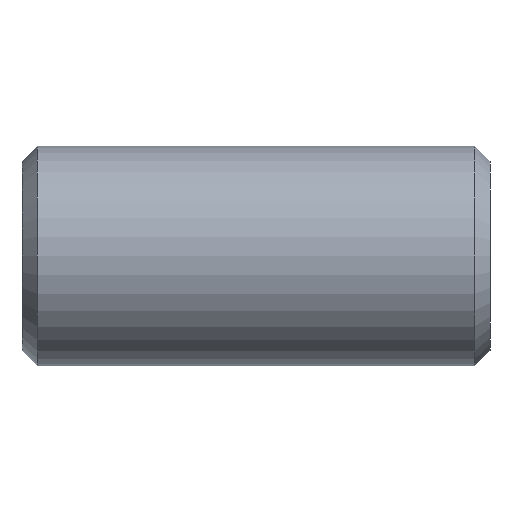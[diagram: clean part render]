
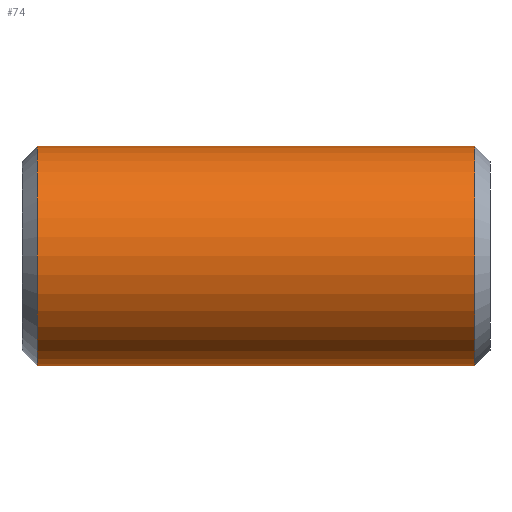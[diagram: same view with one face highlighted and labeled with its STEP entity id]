
A CAD part, front view. The second image highlights one B-rep face of the part: STEP entity #74.
In plain terms, the highlighted cylindrical face has radius 13.335 mm (diameter 26.67 mm), a partial arc.
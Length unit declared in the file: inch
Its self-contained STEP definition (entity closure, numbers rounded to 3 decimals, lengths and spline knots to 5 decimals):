
#8 = EDGE_CURVE ( 'NONE', #614, #300, #517, .T. ) ;
#18 = DIRECTION ( 'NONE',  ( -1., 0., 0. ) ) ;
#55 = CARTESIAN_POINT ( 'NONE',  ( 1.047, 0., -0.525 ) ) ;
#73 = DIRECTION ( 'NONE',  ( 0., 0., 1. ) ) ;
#74 = ADVANCED_FACE ( 'NONE', ( #564 ), #240, .T. ) ;
#100 = EDGE_CURVE ( 'NONE', #614, #693, #408, .T. ) ;
#136 = DIRECTION ( 'NONE',  ( 0., 0., 1. ) ) ;
#146 = VERTEX_POINT ( 'NONE', #667 ) ;
#204 = LINE ( 'NONE', #259, #528 ) ;
#214 = VECTOR ( 'NONE', #248, 39.37008 ) ;
#218 = EDGE_CURVE ( 'NONE', #146, #693, #556, .T. ) ;
#235 = CARTESIAN_POINT ( 'NONE',  ( -1.047, 0., 0. ) ) ;
#240 = CYLINDRICAL_SURFACE ( 'NONE', #656, 0.525 ) ;
#248 = DIRECTION ( 'NONE',  ( -1., 0., 0. ) ) ;
#259 = CARTESIAN_POINT ( 'NONE',  ( 1.12, 0., 0.525 ) ) ;
#289 = ORIENTED_EDGE ( 'NONE', *, *, #590, .T. ) ;
#300 = VERTEX_POINT ( 'NONE', #403 ) ;
#304 = CARTESIAN_POINT ( 'NONE',  ( 1.12, 0., -0.525 ) ) ;
#349 = ORIENTED_EDGE ( 'NONE', *, *, #8, .T. ) ;
#366 = DIRECTION ( 'NONE',  ( -1., 0., 0. ) ) ;
#398 = DIRECTION ( 'NONE',  ( 1., 0., 0. ) ) ;
#403 = CARTESIAN_POINT ( 'NONE',  ( 1.047, 0., 0.525 ) ) ;
#408 = LINE ( 'NONE', #304, #214 ) ;
#430 = AXIS2_PLACEMENT_3D ( 'NONE', #235, #398, #73 ) ;
#457 = CARTESIAN_POINT ( 'NONE',  ( 1.12, 0., 0. ) ) ;
#461 = DIRECTION ( 'NONE',  ( 0., 0., -1. ) ) ;
#517 = CIRCLE ( 'NONE', #624, 0.525 ) ;
#528 = VECTOR ( 'NONE', #366, 39.37008 ) ;
#556 = CIRCLE ( 'NONE', #430, 0.525 ) ;
#562 = CARTESIAN_POINT ( 'NONE',  ( 1.047, 0., 0. ) ) ;
#564 = FACE_OUTER_BOUND ( 'NONE', #684, .T. ) ;
#570 = ORIENTED_EDGE ( 'NONE', *, *, #218, .T. ) ;
#584 = ORIENTED_EDGE ( 'NONE', *, *, #100, .F. ) ;
#590 = EDGE_CURVE ( 'NONE', #300, #146, #204, .T. ) ;
#614 = VERTEX_POINT ( 'NONE', #55 ) ;
#624 = AXIS2_PLACEMENT_3D ( 'NONE', #562, #18, #461 ) ;
#656 = AXIS2_PLACEMENT_3D ( 'NONE', #457, #668, #136 ) ;
#667 = CARTESIAN_POINT ( 'NONE',  ( -1.047, 0., 0.525 ) ) ;
#668 = DIRECTION ( 'NONE',  ( -1., 0., 0. ) ) ;
#684 = EDGE_LOOP ( 'NONE', ( #584, #349, #289, #570 ) ) ;
#693 = VERTEX_POINT ( 'NONE', #694 ) ;
#694 = CARTESIAN_POINT ( 'NONE',  ( -1.047, 0., -0.525 ) ) ;
